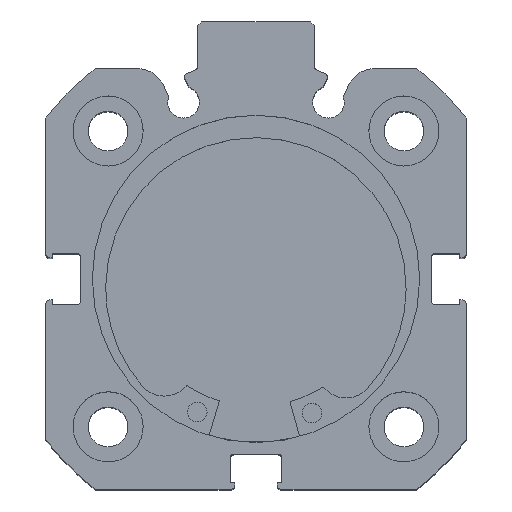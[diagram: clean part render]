
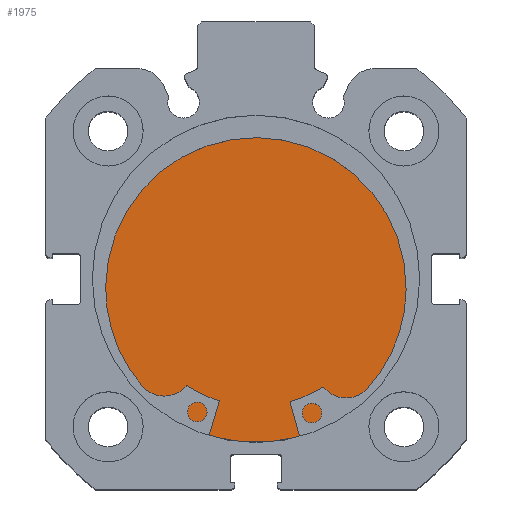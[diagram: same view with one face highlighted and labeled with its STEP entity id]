
A CAD part, top view. The second image highlights one B-rep face of the part: STEP entity #1975.
In plain terms, the highlighted face is planar.
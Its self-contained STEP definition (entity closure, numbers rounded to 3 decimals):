
#997 = CARTESIAN_POINT ( 'NONE',  ( 8.5, 0., -21. ) ) ;
#998 = CARTESIAN_POINT ( 'NONE',  ( 8.5, 0., 21. ) ) ;
#1713 = DIRECTION ( 'NONE',  ( 0., 0., 1. ) ) ;
#1714 = DIRECTION ( 'NONE',  ( -1., 0., 0. ) ) ;
#1717 = PLANE ( 'NONE',  #4168 ) ;
#1730 = CARTESIAN_POINT ( 'NONE',  ( 8.5, 21., 0. ) ) ;
#1792 = EDGE_LOOP ( 'NONE', ( #2889, #2888 ) ) ;
#1869 = EDGE_CURVE ( 'NONE', #2374, #2372, #4868, .T. ) ;
#1871 = EDGE_CURVE ( 'NONE', #2372, #2374, #4871, .T. ) ;
#1975 = ADVANCED_FACE ( 'NONE', ( #4912 ), #1717, .F. ) ;
#2220 = DIRECTION ( 'NONE',  ( -1., 0., 0. ) ) ;
#2223 = CARTESIAN_POINT ( 'NONE',  ( 8.5, 0., 0. ) ) ;
#2303 = DIRECTION ( 'NONE',  ( 0., 0., 1. ) ) ;
#2372 = VERTEX_POINT ( 'NONE', #998 ) ;
#2374 = VERTEX_POINT ( 'NONE', #997 ) ;
#2384 = DIRECTION ( 'NONE',  ( -1., 0., 0. ) ) ;
#2416 = CARTESIAN_POINT ( 'NONE',  ( 8.5, 0., 0. ) ) ;
#2711 = DIRECTION ( 'NONE',  ( 0., 0., 1. ) ) ;
#2888 = ORIENTED_EDGE ( 'NONE', *, *, #1869, .F. ) ;
#2889 = ORIENTED_EDGE ( 'NONE', *, *, #1871, .F. ) ;
#4145 = AXIS2_PLACEMENT_3D ( 'NONE', #2223, #2220, #2711 ) ;
#4146 = AXIS2_PLACEMENT_3D ( 'NONE', #2416, #2384, #2303 ) ;
#4168 = AXIS2_PLACEMENT_3D ( 'NONE', #1730, #1714, #1713 ) ;
#4868 = CIRCLE ( 'NONE', #4146, 21. ) ;
#4871 = CIRCLE ( 'NONE', #4145, 21. ) ;
#4912 = FACE_OUTER_BOUND ( 'NONE', #1792, .T. ) ;
